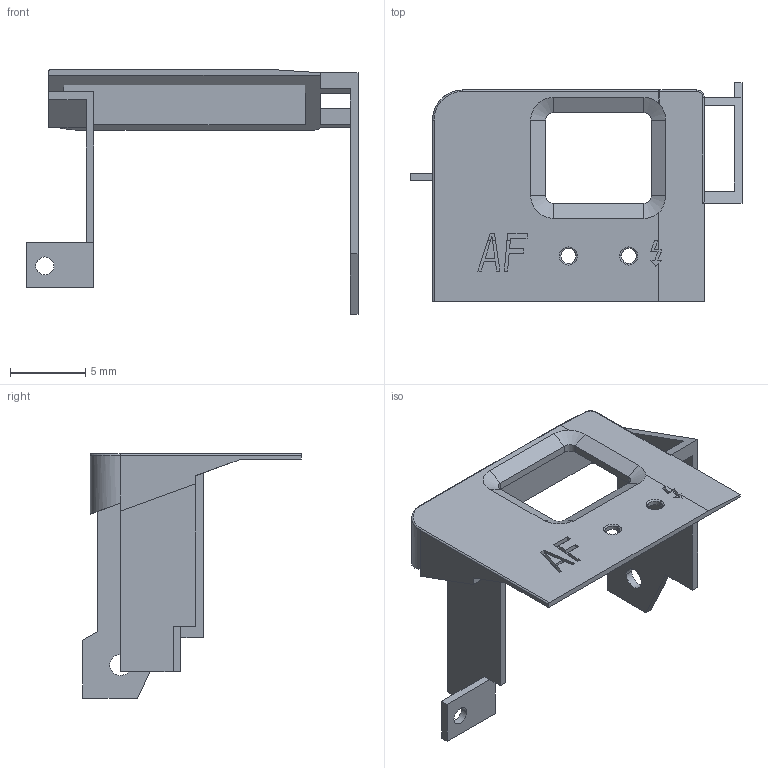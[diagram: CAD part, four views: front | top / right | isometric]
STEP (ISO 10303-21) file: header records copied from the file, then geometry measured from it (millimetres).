
FILE_DESCRIPTION(('produced by SPATIAL CORP'),'2;1');
FILE_NAME( 'fin_frontcover.prt.hh.sat.stp','2002-04-19T13:52:39+00:00',('SPATIAL CORP'),('SPATIAL CORP'), 'ACIS STEP Husk','http://www.spatial.com','SPATIAL CORP');
FILE_SCHEMA(('CONFIG_CONTROL_DESIGN'));
Length unit declared in the file: millimetre
Products named in the file (1): PRODUCT_ID_1
Bounding box: 22 x 14.5 x 16.2 mm (x, y, z)
Volume: 297.5 mm3; surface area: 1019.6 mm2
Topology: 1 solids, 1 shells, 116 faces, 318 edges, 203 vertices
Faces by surface type: plane 82, cylinder 19, torus 9, cone 4, bspline 2
Entity records: 5046 total; most frequent: CARTESIAN_POINT 2040, ORIENTED_EDGE 634, DIRECTION 563, EDGE_CURVE 317, VECTOR 251, LINE 251, VERTEX_POINT 203, AXIS2_PLACEMENT_3D 156
